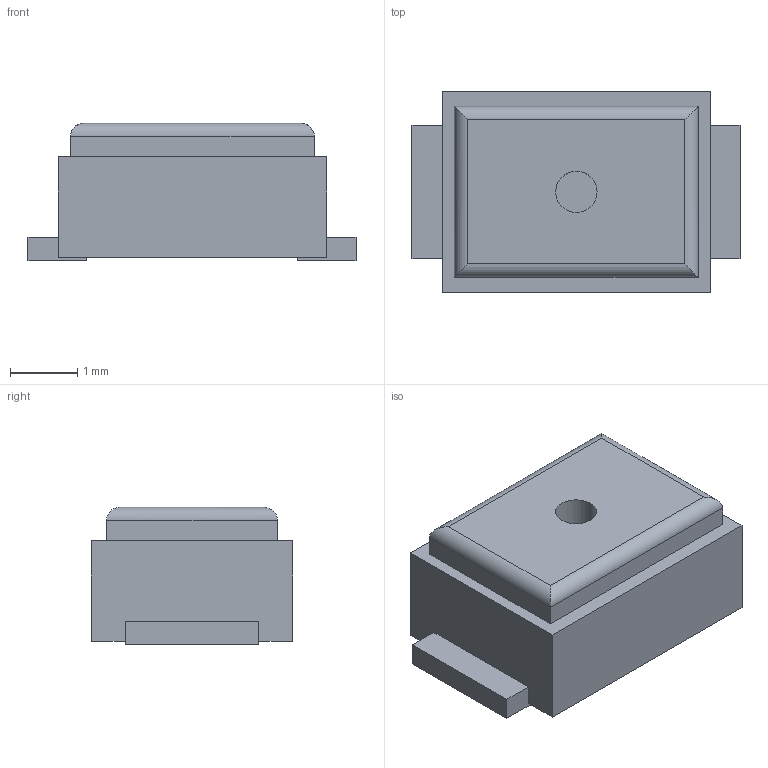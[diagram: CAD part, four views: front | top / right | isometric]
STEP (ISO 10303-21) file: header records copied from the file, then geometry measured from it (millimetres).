
FILE_DESCRIPTION (( 'STEP AP214' ), '1' );
FILE_NAME ('2EAFAADC-DA20-438F-B8BC-8AAD46665F25.STEP', '2023-01-29T13:16:21', ( '' ), ( '' ), 'SwSTEP 2.0', 'SolidWorks 2022', '' );
FILE_SCHEMA (( 'AUTOMOTIVE_DESIGN' ));
Length unit declared in the file: millimetre
Products named in the file (1): 2EAFAADC-DA20-438F-B8BC-8AAD46665F25
Bounding box: 4.89 x 3 x 2.05 mm (x, y, z)
Volume: 23.1 mm3; surface area: 55.7 mm2
Topology: 1 solids, 1 shells, 30 faces, 74 edges, 48 vertices
Faces by surface type: plane 24, cylinder 6
Entity records: 1135 total; most frequent: CARTESIAN_POINT 165, ORIENTED_EDGE 148, DIRECTION 136, EDGE_CURVE 74, VECTOR 66, LINE 66, VERTEX_POINT 48, AXIS2_PLACEMENT_3D 35
